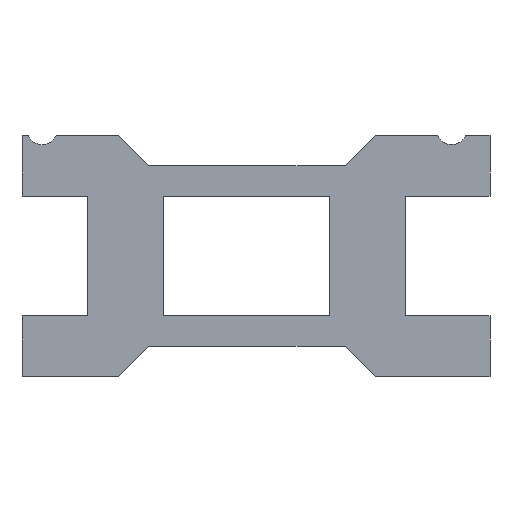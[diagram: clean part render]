
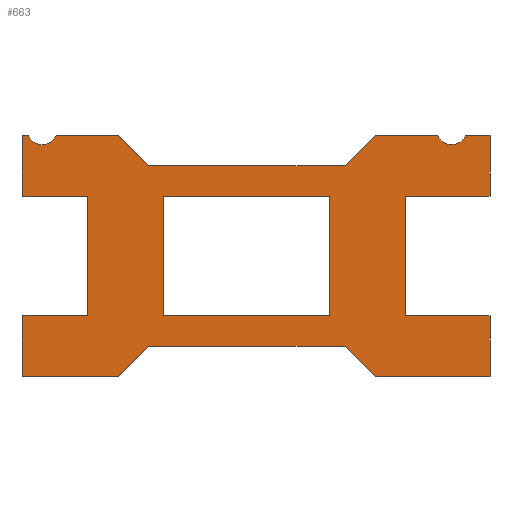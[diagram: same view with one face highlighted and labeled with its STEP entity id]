
A CAD part, front view. The second image highlights one B-rep face of the part: STEP entity #663.
In plain terms, the highlighted planar face has unit normal (0, -1, 0).
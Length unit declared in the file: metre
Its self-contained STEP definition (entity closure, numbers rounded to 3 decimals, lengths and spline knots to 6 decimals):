
#17=LINE('',#950,#97);
#19=LINE('',#955,#99);
#23=LINE('',#963,#103);
#25=LINE('',#967,#105);
#31=LINE('',#981,#111);
#33=LINE('',#985,#113);
#34=LINE('',#988,#114);
#35=LINE('',#990,#115);
#36=LINE('',#992,#116);
#37=LINE('',#993,#117);
#38=LINE('',#996,#118);
#39=LINE('',#998,#119);
#40=LINE('',#1000,#120);
#41=LINE('',#1002,#121);
#42=LINE('',#1004,#122);
#43=LINE('',#1007,#123);
#44=LINE('',#1009,#124);
#45=LINE('',#1011,#125);
#46=LINE('',#1013,#126);
#47=LINE('',#1015,#127);
#48=LINE('',#1017,#128);
#49=LINE('',#1019,#129);
#50=LINE('',#1021,#130);
#51=LINE('',#1023,#131);
#52=LINE('',#1024,#132);
#53=LINE('',#1026,#133);
#97=VECTOR('',#772,1.);
#99=VECTOR('',#776,1.);
#103=VECTOR('',#782,1.);
#105=VECTOR('',#786,1.);
#111=VECTOR('',#794,1.);
#113=VECTOR('',#798,1.);
#114=VECTOR('',#799,1.);
#115=VECTOR('',#800,1.);
#116=VECTOR('',#801,1.);
#117=VECTOR('',#802,1.);
#118=VECTOR('',#803,1.);
#119=VECTOR('',#806,1.);
#120=VECTOR('',#807,1.);
#121=VECTOR('',#808,1.);
#122=VECTOR('',#809,1.);
#123=VECTOR('',#812,1.);
#124=VECTOR('',#813,1.);
#125=VECTOR('',#814,1.);
#126=VECTOR('',#815,1.);
#127=VECTOR('',#816,1.);
#128=VECTOR('',#817,1.);
#129=VECTOR('',#818,1.);
#130=VECTOR('',#819,1.);
#131=VECTOR('',#820,1.);
#132=VECTOR('',#821,1.);
#133=VECTOR('',#822,1.);
#179=PLANE('',#716);
#226=ORIENTED_EDGE('',*,*,#409,.F.);
#227=ORIENTED_EDGE('',*,*,#410,.T.);
#228=ORIENTED_EDGE('',*,*,#411,.T.);
#229=ORIENTED_EDGE('',*,*,#412,.F.);
#230=ORIENTED_EDGE('',*,*,#413,.F.);
#231=ORIENTED_EDGE('',*,*,#414,.F.);
#232=ORIENTED_EDGE('',*,*,#407,.F.);
#233=ORIENTED_EDGE('',*,*,#415,.T.);
#234=ORIENTED_EDGE('',*,*,#401,.F.);
#235=ORIENTED_EDGE('',*,*,#416,.T.);
#236=ORIENTED_EDGE('',*,*,#417,.T.);
#237=ORIENTED_EDGE('',*,*,#418,.T.);
#238=ORIENTED_EDGE('',*,*,#419,.F.);
#239=ORIENTED_EDGE('',*,*,#420,.F.);
#240=ORIENTED_EDGE('',*,*,#393,.F.);
#241=ORIENTED_EDGE('',*,*,#395,.T.);
#242=ORIENTED_EDGE('',*,*,#421,.T.);
#243=ORIENTED_EDGE('',*,*,#422,.T.);
#244=ORIENTED_EDGE('',*,*,#423,.F.);
#245=ORIENTED_EDGE('',*,*,#424,.T.);
#246=ORIENTED_EDGE('',*,*,#425,.T.);
#247=ORIENTED_EDGE('',*,*,#426,.F.);
#248=ORIENTED_EDGE('',*,*,#427,.F.);
#249=ORIENTED_EDGE('',*,*,#428,.F.);
#250=ORIENTED_EDGE('',*,*,#429,.T.);
#251=ORIENTED_EDGE('',*,*,#399,.F.);
#252=ORIENTED_EDGE('',*,*,#430,.T.);
#253=ORIENTED_EDGE('',*,*,#431,.F.);
#393=EDGE_CURVE('',#485,#483,#17,.T.);
#395=EDGE_CURVE('',#485,#486,#19,.T.);
#399=EDGE_CURVE('',#490,#491,#23,.T.);
#401=EDGE_CURVE('',#492,#493,#25,.T.);
#407=EDGE_CURVE('',#498,#499,#31,.T.);
#409=EDGE_CURVE('',#500,#501,#33,.T.);
#410=EDGE_CURVE('',#500,#502,#34,.T.);
#411=EDGE_CURVE('',#502,#503,#35,.T.);
#412=EDGE_CURVE('',#501,#503,#36,.T.);
#413=EDGE_CURVE('',#504,#505,#37,.T.);
#414=EDGE_CURVE('',#499,#504,#38,.T.);
#415=EDGE_CURVE('',#498,#493,#546,.T.);
#416=EDGE_CURVE('',#492,#506,#39,.T.);
#417=EDGE_CURVE('',#506,#507,#40,.T.);
#418=EDGE_CURVE('',#507,#508,#41,.T.);
#419=EDGE_CURVE('',#509,#508,#42,.T.);
#420=EDGE_CURVE('',#483,#509,#547,.T.);
#421=EDGE_CURVE('',#486,#510,#43,.T.);
#422=EDGE_CURVE('',#510,#511,#44,.T.);
#423=EDGE_CURVE('',#512,#511,#45,.T.);
#424=EDGE_CURVE('',#512,#513,#46,.T.);
#425=EDGE_CURVE('',#513,#514,#47,.T.);
#426=EDGE_CURVE('',#515,#514,#48,.T.);
#427=EDGE_CURVE('',#516,#515,#49,.T.);
#428=EDGE_CURVE('',#517,#516,#50,.T.);
#429=EDGE_CURVE('',#517,#491,#51,.T.);
#430=EDGE_CURVE('',#490,#518,#52,.T.);
#431=EDGE_CURVE('',#505,#518,#53,.T.);
#483=VERTEX_POINT('',#945);
#485=VERTEX_POINT('',#949);
#486=VERTEX_POINT('',#953);
#490=VERTEX_POINT('',#962);
#491=VERTEX_POINT('',#964);
#492=VERTEX_POINT('',#968);
#493=VERTEX_POINT('',#969);
#498=VERTEX_POINT('',#980);
#499=VERTEX_POINT('',#982);
#500=VERTEX_POINT('',#986);
#501=VERTEX_POINT('',#987);
#502=VERTEX_POINT('',#989);
#503=VERTEX_POINT('',#991);
#504=VERTEX_POINT('',#994);
#505=VERTEX_POINT('',#995);
#506=VERTEX_POINT('',#999);
#507=VERTEX_POINT('',#1001);
#508=VERTEX_POINT('',#1003);
#509=VERTEX_POINT('',#1005);
#510=VERTEX_POINT('',#1008);
#511=VERTEX_POINT('',#1010);
#512=VERTEX_POINT('',#1012);
#513=VERTEX_POINT('',#1014);
#514=VERTEX_POINT('',#1016);
#515=VERTEX_POINT('',#1018);
#516=VERTEX_POINT('',#1020);
#517=VERTEX_POINT('',#1022);
#518=VERTEX_POINT('',#1025);
#546=CIRCLE('',#717,0.0025);
#547=CIRCLE('',#718,0.0025);
#563=EDGE_LOOP('',(#226,#227,#228,#229));
#564=EDGE_LOOP('',(#230,#231,#232,#233,#234,#235,#236,#237,#238,#239,#240,
#241,#242,#243,#244,#245,#246,#247,#248,#249,#250,#251,#252,#253));
#611=FACE_BOUND('',#563,.T.);
#612=FACE_BOUND('',#564,.T.);
#663=ADVANCED_FACE('',(#611,#612),#179,.T.);
#716=AXIS2_PLACEMENT_3D('',#984,#796,#797);
#717=AXIS2_PLACEMENT_3D('',#997,#804,#805);
#718=AXIS2_PLACEMENT_3D('',#1006,#810,#811);
#772=DIRECTION('',(1.,0.,0.));
#776=DIRECTION('',(0.,0.,-1.));
#782=DIRECTION('',(0.,0.,-1.));
#786=DIRECTION('',(1.,0.,0.));
#794=DIRECTION('',(1.,0.,0.));
#796=DIRECTION('',(0.,-1.,0.));
#797=DIRECTION('',(1.,0.,0.));
#798=DIRECTION('',(0.,0.,-1.));
#799=DIRECTION('',(1.,0.,0.));
#800=DIRECTION('',(0.,0.,-1.));
#801=DIRECTION('',(1.,0.,0.));
#802=DIRECTION('',(-1.,0.,0.));
#803=DIRECTION('',(0.,0.,-1.));
#804=DIRECTION('',(0.,1.,0.));
#805=DIRECTION('',(0.,0.,-1.));
#806=DIRECTION('',(-0.707,0.,-0.707));
#807=DIRECTION('',(-1.,0.,0.));
#808=DIRECTION('',(-0.707,0.,0.707));
#809=DIRECTION('',(1.,0.,0.));
#810=DIRECTION('',(0.,-1.,0.));
#811=DIRECTION('',(0.,0.,-1.));
#812=DIRECTION('',(1.,0.,0.));
#813=DIRECTION('',(0.,0.,-1.));
#814=DIRECTION('',(1.,0.,0.));
#815=DIRECTION('',(0.,0.,-1.));
#816=DIRECTION('',(1.,0.,0.));
#817=DIRECTION('',(-0.707,0.,-0.707));
#818=DIRECTION('',(-1.,0.,0.));
#819=DIRECTION('',(-0.707,0.,0.707));
#820=DIRECTION('',(1.,0.,0.));
#821=DIRECTION('',(-1.,0.,0.));
#822=DIRECTION('',(0.,0.,-1.));
#945=CARTESIAN_POINT('',(-0.035934,-0.0096,0.0198));
#949=CARTESIAN_POINT('',(-0.036943,-0.0096,0.0198));
#950=CARTESIAN_POINT('',(-0.029043,-0.0096,0.0198));
#953=CARTESIAN_POINT('',(-0.036943,-0.0096,0.0098));
#955=CARTESIAN_POINT('',(-0.036943,-0.0096,0.));
#962=CARTESIAN_POINT('',(0.039943,-0.0096,-0.0098));
#963=CARTESIAN_POINT('',(0.039943,-0.0096,0.));
#964=CARTESIAN_POINT('',(0.039943,-0.0096,-0.0198));
#967=CARTESIAN_POINT('',(0.030543,-0.0096,0.0198));
#968=CARTESIAN_POINT('',(0.021143,-0.0096,0.0198));
#969=CARTESIAN_POINT('',(0.031351,-0.0096,0.0198));
#980=CARTESIAN_POINT('',(0.035934,-0.0096,0.0198));
#981=CARTESIAN_POINT('',(0.030543,-0.0096,0.0198));
#982=CARTESIAN_POINT('',(0.039943,-0.0096,0.0198));
#984=CARTESIAN_POINT('',(0.,-0.0096,0.));
#985=CARTESIAN_POINT('',(-0.013643,-0.0096,0.));
#986=CARTESIAN_POINT('',(-0.013643,-0.0096,0.0098));
#987=CARTESIAN_POINT('',(-0.013643,-0.0096,-0.0098));
#988=CARTESIAN_POINT('',(0.,-0.0096,0.0098));
#989=CARTESIAN_POINT('',(0.013643,-0.0096,0.0098));
#990=CARTESIAN_POINT('',(0.013643,-0.0096,0.));
#991=CARTESIAN_POINT('',(0.013643,-0.0096,-0.0098));
#992=CARTESIAN_POINT('',(0.,-0.0096,-0.0098));
#993=CARTESIAN_POINT('',(0.033643,-0.0096,0.0098));
#994=CARTESIAN_POINT('',(0.039943,-0.0096,0.0098));
#995=CARTESIAN_POINT('',(0.026143,-0.0096,0.0098));
#996=CARTESIAN_POINT('',(0.039943,-0.0096,0.));
#997=CARTESIAN_POINT('',(0.033643,-0.0096,0.0208));
#998=CARTESIAN_POINT('',(0.018643,-0.0096,0.0173));
#999=CARTESIAN_POINT('',(0.016143,-0.0096,0.0148));
#1000=CARTESIAN_POINT('',(0.,-0.0096,0.0148));
#1001=CARTESIAN_POINT('',(-0.016143,-0.0096,0.0148));
#1002=CARTESIAN_POINT('',(-0.018643,-0.0096,0.0173));
#1003=CARTESIAN_POINT('',(-0.021143,-0.0096,0.0198));
#1004=CARTESIAN_POINT('',(-0.029043,-0.0096,0.0198));
#1005=CARTESIAN_POINT('',(-0.031351,-0.0096,0.0198));
#1006=CARTESIAN_POINT('',(-0.033643,-0.0096,0.0208));
#1007=CARTESIAN_POINT('',(-0.033643,-0.0096,0.0098));
#1008=CARTESIAN_POINT('',(-0.026143,-0.0096,0.0098));
#1009=CARTESIAN_POINT('',(-0.026143,-0.0096,0.));
#1010=CARTESIAN_POINT('',(-0.026143,-0.0096,-0.0098));
#1011=CARTESIAN_POINT('',(-0.033643,-0.0096,-0.0098));
#1012=CARTESIAN_POINT('',(-0.036943,-0.0096,-0.0098));
#1013=CARTESIAN_POINT('',(-0.036943,-0.0096,0.));
#1014=CARTESIAN_POINT('',(-0.036943,-0.0096,-0.0198));
#1015=CARTESIAN_POINT('',(-0.029043,-0.0096,-0.0198));
#1016=CARTESIAN_POINT('',(-0.021143,-0.0096,-0.0198));
#1017=CARTESIAN_POINT('',(-0.018643,-0.0096,-0.0173));
#1018=CARTESIAN_POINT('',(-0.016143,-0.0096,-0.0148));
#1019=CARTESIAN_POINT('',(0.,-0.0096,-0.0148));
#1020=CARTESIAN_POINT('',(0.016143,-0.0096,-0.0148));
#1021=CARTESIAN_POINT('',(0.018643,-0.0096,-0.0173));
#1022=CARTESIAN_POINT('',(0.021143,-0.0096,-0.0198));
#1023=CARTESIAN_POINT('',(0.030543,-0.0096,-0.0198));
#1024=CARTESIAN_POINT('',(0.033643,-0.0096,-0.0098));
#1025=CARTESIAN_POINT('',(0.026143,-0.0096,-0.0098));
#1026=CARTESIAN_POINT('',(0.026143,-0.0096,0.));
